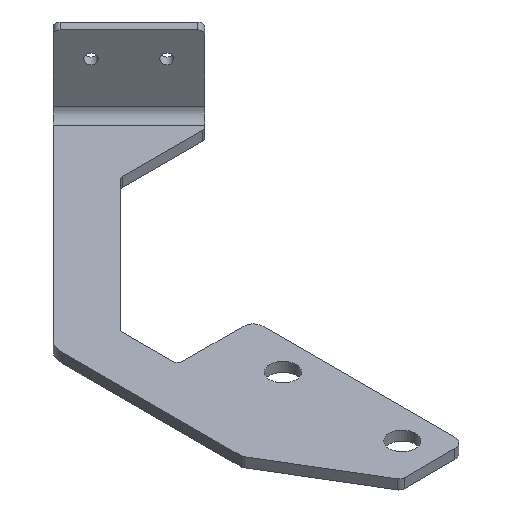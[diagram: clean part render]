
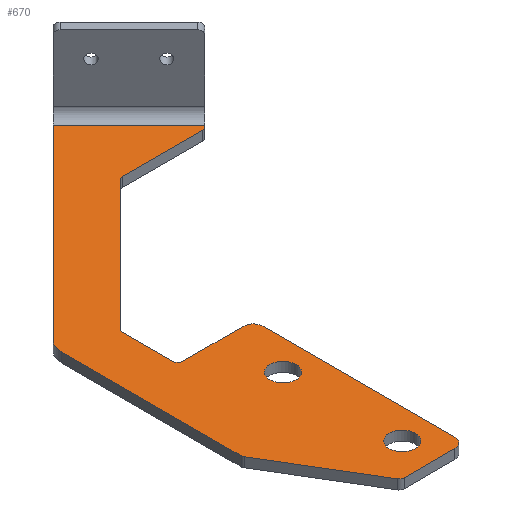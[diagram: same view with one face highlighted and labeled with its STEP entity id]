
A CAD part, isometric view. The second image highlights one B-rep face of the part: STEP entity #670.
In plain terms, the highlighted planar face has unit normal (0, 0, 1).
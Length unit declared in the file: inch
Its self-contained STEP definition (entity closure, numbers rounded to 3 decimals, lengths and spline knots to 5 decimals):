
#21=FACE_BOUND('',#120,.T.);
#22=FACE_BOUND('',#121,.T.);
#41=PLANE('',#760);
#77=FACE_OUTER_BOUND('',#119,.T.);
#119=EDGE_LOOP('',(#596,#597,#598,#599,#600,#601,#602,#603,#604,#605,#606,
#607,#608,#609,#610,#611,#612,#613,#614,#615));
#120=EDGE_LOOP('',(#616));
#121=EDGE_LOOP('',(#617));
#126=LINE('',#978,#186);
#139=LINE('',#1027,#199);
#142=LINE('',#1035,#202);
#158=LINE('',#1082,#218);
#162=LINE('',#1094,#222);
#165=LINE('',#1101,#225);
#171=LINE('',#1119,#231);
#178=LINE('',#1146,#238);
#179=LINE('',#1148,#239);
#180=LINE('',#1150,#240);
#181=LINE('',#1152,#241);
#186=VECTOR('',#775,0.3937);
#199=VECTOR('',#816,0.3937);
#202=VECTOR('',#825,0.3937);
#218=VECTOR('',#869,0.3937);
#222=VECTOR('',#883,0.3937);
#225=VECTOR('',#892,0.3937);
#231=VECTOR('',#912,0.3937);
#238=VECTOR('',#951,0.3937);
#239=VECTOR('',#954,0.3937);
#240=VECTOR('',#957,0.3937);
#241=VECTOR('',#960,0.3937);
#242=CIRCLE('',#692,0.25);
#254=CIRCLE('',#707,0.0625);
#255=CIRCLE('',#710,0.0625);
#262=CIRCLE('',#724,0.0625);
#263=CIRCLE('',#727,0.0625);
#264=CIRCLE('',#729,0.0625);
#265=CIRCLE('',#732,0.0625);
#268=CIRCLE('',#739,0.125);
#269=CIRCLE('',#742,0.125);
#270=CIRCLE('',#744,0.166);
#271=CIRCLE('',#746,0.166);
#276=VERTEX_POINT('',#965);
#277=VERTEX_POINT('',#966);
#281=VERTEX_POINT('',#976);
#301=VERTEX_POINT('',#1020);
#302=VERTEX_POINT('',#1021);
#303=VERTEX_POINT('',#1026);
#304=VERTEX_POINT('',#1030);
#305=VERTEX_POINT('',#1034);
#320=VERTEX_POINT('',#1075);
#321=VERTEX_POINT('',#1076);
#322=VERTEX_POINT('',#1081);
#323=VERTEX_POINT('',#1087);
#324=VERTEX_POINT('',#1089);
#325=VERTEX_POINT('',#1093);
#326=VERTEX_POINT('',#1097);
#329=VERTEX_POINT('',#1111);
#330=VERTEX_POINT('',#1112);
#331=VERTEX_POINT('',#1117);
#332=VERTEX_POINT('',#1123);
#333=VERTEX_POINT('',#1127);
#334=VERTEX_POINT('',#1135);
#335=VERTEX_POINT('',#1139);
#336=EDGE_CURVE('',#276,#277,#242,.T.);
#342=EDGE_CURVE('',#276,#281,#126,.T.);
#363=EDGE_CURVE('',#301,#302,#254,.T.);
#366=EDGE_CURVE('',#303,#301,#139,.T.);
#368=EDGE_CURVE('',#304,#303,#255,.T.);
#370=EDGE_CURVE('',#305,#304,#142,.T.);
#390=EDGE_CURVE('',#320,#321,#262,.T.);
#393=EDGE_CURVE('',#322,#320,#158,.T.);
#395=EDGE_CURVE('',#281,#322,#263,.T.);
#397=EDGE_CURVE('',#324,#323,#264,.T.);
#399=EDGE_CURVE('',#325,#324,#162,.T.);
#401=EDGE_CURVE('',#326,#305,#265,.T.);
#403=EDGE_CURVE('',#323,#326,#165,.T.);
#408=EDGE_CURVE('',#329,#330,#268,.T.);
#412=EDGE_CURVE('',#330,#331,#171,.T.);
#413=EDGE_CURVE('',#331,#325,#269,.T.);
#415=EDGE_CURVE('',#332,#332,#270,.T.);
#417=EDGE_CURVE('',#333,#333,#271,.T.);
#426=EDGE_CURVE('',#334,#335,#178,.T.);
#427=EDGE_CURVE('',#302,#335,#179,.T.);
#428=EDGE_CURVE('',#334,#277,#180,.T.);
#429=EDGE_CURVE('',#321,#329,#181,.T.);
#596=ORIENTED_EDGE('',*,*,#336,.F.);
#597=ORIENTED_EDGE('',*,*,#342,.T.);
#598=ORIENTED_EDGE('',*,*,#395,.T.);
#599=ORIENTED_EDGE('',*,*,#393,.T.);
#600=ORIENTED_EDGE('',*,*,#390,.T.);
#601=ORIENTED_EDGE('',*,*,#429,.T.);
#602=ORIENTED_EDGE('',*,*,#408,.T.);
#603=ORIENTED_EDGE('',*,*,#412,.T.);
#604=ORIENTED_EDGE('',*,*,#413,.T.);
#605=ORIENTED_EDGE('',*,*,#399,.T.);
#606=ORIENTED_EDGE('',*,*,#397,.T.);
#607=ORIENTED_EDGE('',*,*,#403,.T.);
#608=ORIENTED_EDGE('',*,*,#401,.T.);
#609=ORIENTED_EDGE('',*,*,#370,.T.);
#610=ORIENTED_EDGE('',*,*,#368,.T.);
#611=ORIENTED_EDGE('',*,*,#366,.T.);
#612=ORIENTED_EDGE('',*,*,#363,.T.);
#613=ORIENTED_EDGE('',*,*,#427,.T.);
#614=ORIENTED_EDGE('',*,*,#426,.F.);
#615=ORIENTED_EDGE('',*,*,#428,.T.);
#616=ORIENTED_EDGE('',*,*,#415,.F.);
#617=ORIENTED_EDGE('',*,*,#417,.F.);
#670=ADVANCED_FACE('',(#77,#21,#22),#41,.F.);
#692=AXIS2_PLACEMENT_3D('',#967,#765,#766);
#707=AXIS2_PLACEMENT_3D('',#1022,#810,#811);
#710=AXIS2_PLACEMENT_3D('',#1031,#820,#821);
#724=AXIS2_PLACEMENT_3D('',#1077,#863,#864);
#727=AXIS2_PLACEMENT_3D('',#1085,#873,#874);
#729=AXIS2_PLACEMENT_3D('',#1090,#878,#879);
#732=AXIS2_PLACEMENT_3D('',#1098,#887,#888);
#739=AXIS2_PLACEMENT_3D('',#1113,#905,#906);
#742=AXIS2_PLACEMENT_3D('',#1121,#915,#916);
#744=AXIS2_PLACEMENT_3D('',#1125,#920,#921);
#746=AXIS2_PLACEMENT_3D('',#1129,#925,#926);
#760=AXIS2_PLACEMENT_3D('',#1153,#961,#962);
#765=DIRECTION('center_axis',(0.,0.,-1.));
#766=DIRECTION('ref_axis',(-0.924,0.383,0.));
#775=DIRECTION('',(0.,-1.,0.));
#810=DIRECTION('center_axis',(0.,0.,1.));
#811=DIRECTION('ref_axis',(0.383,-0.924,0.));
#816=DIRECTION('',(1.,0.,0.));
#820=DIRECTION('center_axis',(0.,0.,-1.));
#821=DIRECTION('ref_axis',(-0.383,0.924,0.));
#825=DIRECTION('',(0.707,0.707,0.));
#863=DIRECTION('center_axis',(0.,0.,1.));
#864=DIRECTION('ref_axis',(-0.493,-0.87,0.));
#869=DIRECTION('',(0.514,-0.857,0.));
#873=DIRECTION('center_axis',(0.,0.,1.));
#874=DIRECTION('ref_axis',(-0.964,-0.267,0.));
#878=DIRECTION('center_axis',(0.,0.,-1.));
#879=DIRECTION('ref_axis',(-0.707,-0.707,0.));
#883=DIRECTION('',(-1.,0.,0.));
#887=DIRECTION('center_axis',(0.,0.,-1.));
#888=DIRECTION('ref_axis',(-0.924,0.383,0.));
#892=DIRECTION('',(0.,1.,0.));
#905=DIRECTION('center_axis',(0.,0.,1.));
#906=DIRECTION('ref_axis',(0.707,-0.707,0.));
#912=DIRECTION('',(0.,1.,0.));
#915=DIRECTION('center_axis',(0.,0.,1.));
#916=DIRECTION('ref_axis',(0.707,0.707,0.));
#920=DIRECTION('center_axis',(0.,0.,1.));
#921=DIRECTION('ref_axis',(-1.,0.,0.));
#925=DIRECTION('center_axis',(0.,0.,1.));
#926=DIRECTION('ref_axis',(-1.,0.,0.));
#951=DIRECTION('',(0.707,-0.707,0.));
#954=DIRECTION('',(0.707,0.707,0.));
#957=DIRECTION('',(-0.707,-0.707,0.));
#960=DIRECTION('',(1.,0.,0.));
#961=DIRECTION('center_axis',(0.,0.,-1.));
#962=DIRECTION('ref_axis',(-1.,0.,0.));
#965=CARTESIAN_POINT('',(2.45,0.86626,0.12));
#966=CARTESIAN_POINT('',(2.52322,1.04304,0.12));
#967=CARTESIAN_POINT('Origin',(2.7,0.86626,0.12));
#976=CARTESIAN_POINT('',(2.45,-1.39669,0.12));
#978=CARTESIAN_POINT('',(2.45,-1.414,0.12));
#1020=CARTESIAN_POINT('',(5.75637,2.39289,0.12));
#1021=CARTESIAN_POINT('',(5.80057,2.4112,0.12));
#1022=CARTESIAN_POINT('Origin',(5.75637,2.45539,0.12));
#1026=CARTESIAN_POINT('',(4.74749,2.39289,0.12));
#1027=CARTESIAN_POINT('',(5.78226,2.39289,0.12));
#1030=CARTESIAN_POINT('',(4.70329,2.37458,0.12));
#1031=CARTESIAN_POINT('Origin',(4.74749,2.33039,0.12));
#1034=CARTESIAN_POINT('',(3.06831,0.7396,0.12));
#1035=CARTESIAN_POINT('',(5.46406,3.13535,0.12));
#1075=CARTESIAN_POINT('',(3.18179,-2.63366,0.12));
#1076=CARTESIAN_POINT('',(3.23539,-2.664,0.12));
#1077=CARTESIAN_POINT('Origin',(3.23539,-2.6015,0.12));
#1081=CARTESIAN_POINT('',(2.45891,-1.42884,0.12));
#1082=CARTESIAN_POINT('',(3.2,-2.664,0.12));
#1085=CARTESIAN_POINT('Origin',(2.5125,-1.39669,0.12));
#1087=CARTESIAN_POINT('',(3.05,0.0625,0.12));
#1089=CARTESIAN_POINT('',(3.1125,0.,0.12));
#1090=CARTESIAN_POINT('Origin',(3.1125,0.0625,0.12));
#1093=CARTESIAN_POINT('',(3.875,0.,0.12));
#1094=CARTESIAN_POINT('',(3.05,0.,0.12));
#1097=CARTESIAN_POINT('',(3.05,0.6954,0.12));
#1098=CARTESIAN_POINT('Origin',(3.1125,0.6954,0.12));
#1101=CARTESIAN_POINT('',(3.05,0.72129,0.12));
#1111=CARTESIAN_POINT('',(3.875,-2.664,0.12));
#1112=CARTESIAN_POINT('',(4.,-2.539,0.12));
#1113=CARTESIAN_POINT('Origin',(3.875,-2.539,0.12));
#1117=CARTESIAN_POINT('',(4.,-0.125,0.12));
#1119=CARTESIAN_POINT('',(4.,0.,0.12));
#1121=CARTESIAN_POINT('Origin',(3.875,-0.125,0.12));
#1123=CARTESIAN_POINT('',(3.791,-0.75,0.12));
#1125=CARTESIAN_POINT('Origin',(3.625,-0.75,0.12));
#1127=CARTESIAN_POINT('',(3.791,-2.25,0.12));
#1129=CARTESIAN_POINT('Origin',(3.625,-2.25,0.12));
#1135=CARTESIAN_POINT('',(4.87009,3.38991,0.12));
#1139=CARTESIAN_POINT('',(5.82469,2.43532,0.12));
#1146=CARTESIAN_POINT('',(5.65327,2.60673,0.12));
#1148=CARTESIAN_POINT('',(5.99439,2.60502,0.12));
#1150=CARTESIAN_POINT('',(2.45,0.96982,0.12));
#1152=CARTESIAN_POINT('',(4.,-2.664,0.12));
#1153=CARTESIAN_POINT('Origin',(5.25193,2.54822,0.12));
